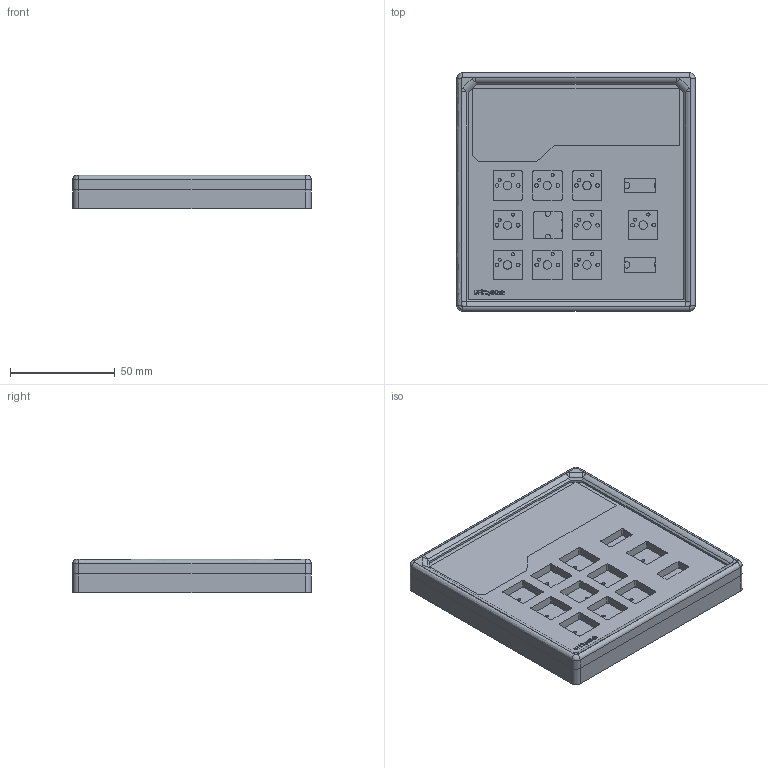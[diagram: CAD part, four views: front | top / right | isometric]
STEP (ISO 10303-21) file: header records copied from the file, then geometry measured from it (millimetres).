
FILE_DESCRIPTION(/* description */ ('STEP AP242','CAx-IF Rec.Pracs.---Representation and Presentation of Product Manufacturing Information (PMI)---4.0---2014-10-13','CAx-IF Rec.Pracs.---3D Tessellated Geometry---0.4---2014-09-14','2;1'),/* implementation_level */ '2;1');
FILE_NAME(/* name */ '671576dfa0b67d6553d720a0',/* time_stamp */ '2024-10-20T21:32:19Z',/* author */ (''),/* organization */ (''),/* preprocessor_version */ 'ST-DEVELOPER v20',/* originating_system */ ' ',/* authorisation */ ' ');
FILE_SCHEMA (('AP242_MANAGED_MODEL_BASED_3D_ENGINEERING_MIM_LF { 1 0 10303 442 1 1 4 }'));
Length unit declared in the file: metre
Products named in the file (4): Part 1; Part 3; Part 2; macropad_PCB
Bounding box: 114 x 114 x 16 mm (x, y, z)
Volume: 117631.9 mm3; surface area: 83719.8 mm2
Topology: 4 solids, 4 shells, 711 faces, 1997 edges, 1319 vertices
Faces by surface type: bspline 711
Entity records: 24834 total; most frequent: CARTESIAN_POINT 8338, ORIENTED_EDGE 3982, DIRECTION 2669, EDGE_CURVE 1991, VERTEX_POINT 1319, EDGE_LOOP 956, FACE_BOUND 956, AXIS2_PLACEMENT_3D 902
